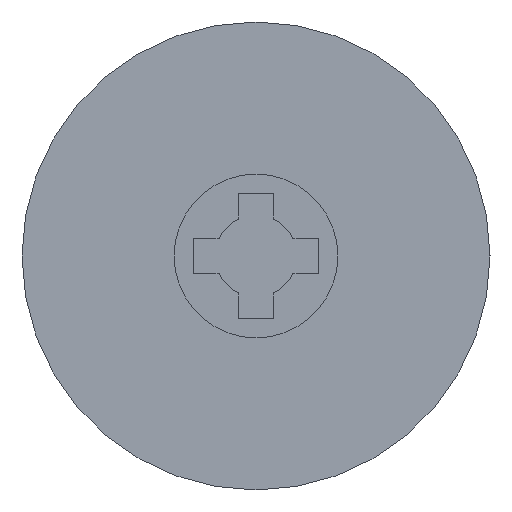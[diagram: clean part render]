
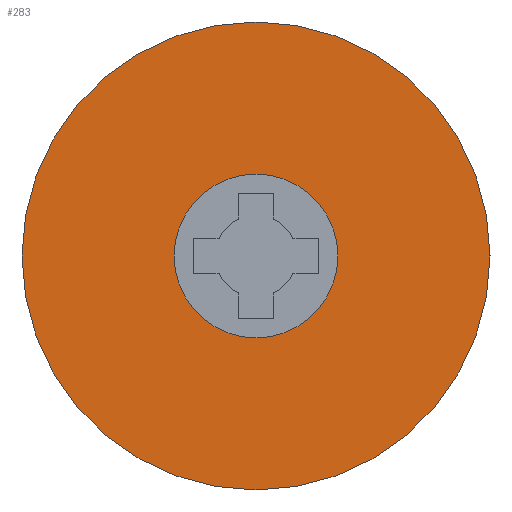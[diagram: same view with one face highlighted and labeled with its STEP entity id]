
A CAD part, front view. The second image highlights one B-rep face of the part: STEP entity #283.
In plain terms, the highlighted planar face has unit normal (0, -1, 0).
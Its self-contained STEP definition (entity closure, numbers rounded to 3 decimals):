
#32 = CIRCLE ( 'NONE', #237, 20. ) ;
#62 = DIRECTION ( 'NONE',  ( 0., 1., 0. ) ) ;
#75 = DIRECTION ( 'NONE',  ( -1., 0., 0. ) ) ;
#87 = EDGE_CURVE ( 'NONE', #89, #697, #1048, .T. ) ;
#89 = VERTEX_POINT ( 'NONE', #691 ) ;
#112 = ORIENTED_EDGE ( 'NONE', *, *, #677, .F. ) ;
#158 = CIRCLE ( 'NONE', #369, 7. ) ;
#204 = AXIS2_PLACEMENT_3D ( 'NONE', #1054, #390, #969 ) ;
#237 = AXIS2_PLACEMENT_3D ( 'NONE', #865, #62, #75 ) ;
#240 = DIRECTION ( 'NONE',  ( 0., 1., 0. ) ) ;
#275 = DIRECTION ( 'NONE',  ( 0., -1., 0. ) ) ;
#283 = ADVANCED_FACE ( 'NONE', ( #655, #403 ), #333, .F. ) ;
#318 = CARTESIAN_POINT ( 'NONE',  ( 0., 0., 0. ) ) ;
#333 = PLANE ( 'NONE',  #903 ) ;
#354 = CARTESIAN_POINT ( 'NONE',  ( 0., 0., 0. ) ) ;
#356 = DIRECTION ( 'NONE',  ( 0., 1., 0. ) ) ;
#369 = AXIS2_PLACEMENT_3D ( 'NONE', #354, #275, #622 ) ;
#379 = EDGE_CURVE ( 'NONE', #697, #89, #32, .T. ) ;
#390 = DIRECTION ( 'NONE',  ( 0., -1., 0. ) ) ;
#403 = FACE_OUTER_BOUND ( 'NONE', #680, .T. ) ;
#434 = CARTESIAN_POINT ( 'NONE',  ( -20., 0., 0. ) ) ;
#508 = CARTESIAN_POINT ( 'NONE',  ( -7., 0., 0. ) ) ;
#605 = CARTESIAN_POINT ( 'NONE',  ( 0., 0., 0. ) ) ;
#622 = DIRECTION ( 'NONE',  ( 1., 0., 0. ) ) ;
#635 = AXIS2_PLACEMENT_3D ( 'NONE', #605, #356, #854 ) ;
#655 = FACE_BOUND ( 'NONE', #897, .T. ) ;
#673 = CIRCLE ( 'NONE', #204, 7. ) ;
#675 = CARTESIAN_POINT ( 'NONE',  ( 7., 0., 0. ) ) ;
#677 = EDGE_CURVE ( 'NONE', #838, #792, #673, .T. ) ;
#680 = EDGE_LOOP ( 'NONE', ( #726, #1030 ) ) ;
#691 = CARTESIAN_POINT ( 'NONE',  ( 20., 0., 0. ) ) ;
#697 = VERTEX_POINT ( 'NONE', #434 ) ;
#726 = ORIENTED_EDGE ( 'NONE', *, *, #379, .F. ) ;
#792 = VERTEX_POINT ( 'NONE', #508 ) ;
#812 = ORIENTED_EDGE ( 'NONE', *, *, #873, .F. ) ;
#838 = VERTEX_POINT ( 'NONE', #675 ) ;
#854 = DIRECTION ( 'NONE',  ( -1., 0., 0. ) ) ;
#865 = CARTESIAN_POINT ( 'NONE',  ( 0., 0., 0. ) ) ;
#873 = EDGE_CURVE ( 'NONE', #792, #838, #158, .T. ) ;
#897 = EDGE_LOOP ( 'NONE', ( #812, #112 ) ) ;
#903 = AXIS2_PLACEMENT_3D ( 'NONE', #318, #240, #912 ) ;
#912 = DIRECTION ( 'NONE',  ( -1., 0., 0. ) ) ;
#969 = DIRECTION ( 'NONE',  ( 1., 0., 0. ) ) ;
#1030 = ORIENTED_EDGE ( 'NONE', *, *, #87, .F. ) ;
#1048 = CIRCLE ( 'NONE', #635, 20. ) ;
#1054 = CARTESIAN_POINT ( 'NONE',  ( 0., 0., 0. ) ) ;
